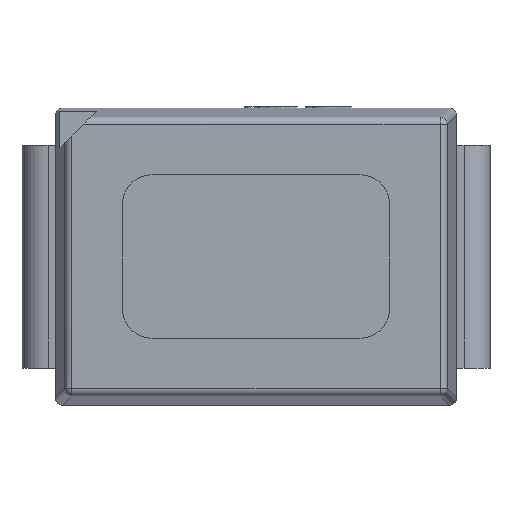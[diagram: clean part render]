
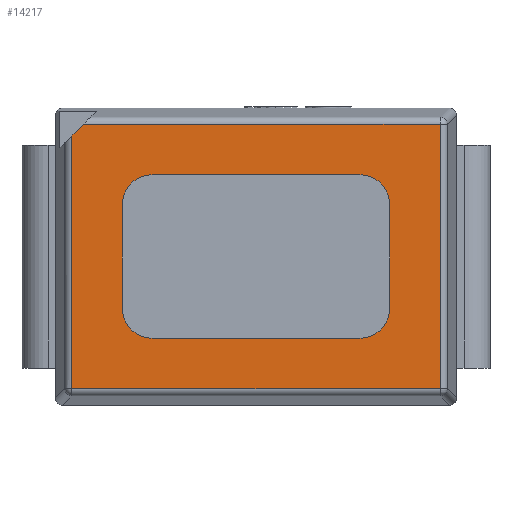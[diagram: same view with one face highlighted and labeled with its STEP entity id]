
A CAD part, top view. The second image highlights one B-rep face of the part: STEP entity #14217.
In plain terms, the highlighted planar face has unit normal (0, 0, 1).
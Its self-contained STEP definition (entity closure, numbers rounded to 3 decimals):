
#100 = DIRECTION ( 'NONE',  ( 0., 0., 1. ) ) ;
#135 = VERTEX_POINT ( 'NONE', #7160 ) ;
#200 = FACE_BOUND ( 'NONE', #1261, .T. ) ;
#660 = CIRCLE ( 'NONE', #9102, 0.2 ) ;
#892 = AXIS2_PLACEMENT_3D ( 'NONE', #7238, #11830, #1481 ) ;
#950 = LINE ( 'NONE', #5549, #8796 ) ;
#1014 = LINE ( 'NONE', #5609, #11410 ) ;
#1065 = EDGE_CURVE ( 'NONE', #13252, #5524, #9624, .T. ) ;
#1110 = CARTESIAN_POINT ( 'NONE',  ( 1.239, 0.933, 0. ) ) ;
#1261 = EDGE_LOOP ( 'NONE', ( #11767, #3419, #6666, #3423, #2422, #3559, #4651, #7058 ) ) ;
#1357 = VECTOR ( 'NONE', #2847, 1000. ) ;
#1375 = CARTESIAN_POINT ( 'NONE',  ( 1.283, -0.889, 0. ) ) ;
#1481 = DIRECTION ( 'NONE',  ( -1., 0., 0. ) ) ;
#1648 = EDGE_CURVE ( 'NONE', #5289, #13069, #1014, .T. ) ;
#1750 = CARTESIAN_POINT ( 'NONE',  ( -0.7, 0.35, 0. ) ) ;
#1959 = CARTESIAN_POINT ( 'NONE',  ( 1.239, -0.889, 0. ) ) ;
#2067 = VECTOR ( 'NONE', #13700, 1000. ) ;
#2123 = CARTESIAN_POINT ( 'NONE',  ( 0.9, -0.35, 0. ) ) ;
#2224 = DIRECTION ( 'NONE',  ( 0., 0., 1. ) ) ;
#2290 = VERTEX_POINT ( 'NONE', #3573 ) ;
#2422 = ORIENTED_EDGE ( 'NONE', *, *, #1648, .F. ) ;
#2423 = CARTESIAN_POINT ( 'NONE',  ( -0.9, -0.35, 0. ) ) ;
#2431 = ORIENTED_EDGE ( 'NONE', *, *, #12149, .T. ) ;
#2573 = VECTOR ( 'NONE', #5706, 1000. ) ;
#2663 = VERTEX_POINT ( 'NONE', #3204 ) ;
#2801 = CARTESIAN_POINT ( 'NONE',  ( -0.7, -0.55, 0. ) ) ;
#2847 = DIRECTION ( 'NONE',  ( 0., -1., 0. ) ) ;
#3050 = VECTOR ( 'NONE', #3744, 1000. ) ;
#3204 = CARTESIAN_POINT ( 'NONE',  ( -0.7, 0.55, 0. ) ) ;
#3329 = EDGE_CURVE ( 'NONE', #11449, #7785, #11718, .T. ) ;
#3419 = ORIENTED_EDGE ( 'NONE', *, *, #12136, .F. ) ;
#3423 = ORIENTED_EDGE ( 'NONE', *, *, #12185, .F. ) ;
#3559 = ORIENTED_EDGE ( 'NONE', *, *, #5712, .F. ) ;
#3573 = CARTESIAN_POINT ( 'NONE',  ( -1.239, 0.811, 0. ) ) ;
#3744 = DIRECTION ( 'NONE',  ( -1., 0., 0. ) ) ;
#3771 = VECTOR ( 'NONE', #10835, 1000. ) ;
#3781 = DIRECTION ( 'NONE',  ( -1., 0., 0. ) ) ;
#3824 = EDGE_CURVE ( 'NONE', #2290, #6675, #950, .T. ) ;
#4230 = AXIS2_PLACEMENT_3D ( 'NONE', #1750, #6356, #10967 ) ;
#4252 = CARTESIAN_POINT ( 'NONE',  ( 0.7, 0.55, 0. ) ) ;
#4286 = DIRECTION ( 'NONE',  ( 1., 0., 0. ) ) ;
#4439 = LINE ( 'NONE', #9049, #2067 ) ;
#4651 = ORIENTED_EDGE ( 'NONE', *, *, #12271, .F. ) ;
#4718 = DIRECTION ( 'NONE',  ( 1., 0., 0. ) ) ;
#4809 = FACE_OUTER_BOUND ( 'NONE', #12120, .T. ) ;
#4942 = ORIENTED_EDGE ( 'NONE', *, *, #3824, .F. ) ;
#5116 = LINE ( 'NONE', #13226, #1357 ) ;
#5198 = AXIS2_PLACEMENT_3D ( 'NONE', #10019, #14685, #4286 ) ;
#5289 = VERTEX_POINT ( 'NONE', #8899 ) ;
#5524 = VERTEX_POINT ( 'NONE', #8175 ) ;
#5549 = CARTESIAN_POINT ( 'NONE',  ( -1.35, 0.7, 0. ) ) ;
#5609 = CARTESIAN_POINT ( 'NONE',  ( -0.9, -0.35, 0. ) ) ;
#5706 = DIRECTION ( 'NONE',  ( 0., 1., 0. ) ) ;
#5712 = EDGE_CURVE ( 'NONE', #2663, #5289, #10746, .T. ) ;
#5720 = CIRCLE ( 'NONE', #14197, 0.2 ) ;
#5821 = VERTEX_POINT ( 'NONE', #2123 ) ;
#5986 = DIRECTION ( 'NONE',  ( 1., 0., 0. ) ) ;
#6040 = EDGE_CURVE ( 'NONE', #5821, #135, #4439, .T. ) ;
#6229 = CARTESIAN_POINT ( 'NONE',  ( -0.7, -0.55, 0. ) ) ;
#6356 = DIRECTION ( 'NONE',  ( 0., 0., 1. ) ) ;
#6428 = EDGE_CURVE ( 'NONE', #7121, #6675, #9506, .T. ) ;
#6583 = VECTOR ( 'NONE', #5986, 1000. ) ;
#6666 = ORIENTED_EDGE ( 'NONE', *, *, #1065, .F. ) ;
#6675 = VERTEX_POINT ( 'NONE', #13983 ) ;
#6831 = ORIENTED_EDGE ( 'NONE', *, *, #6428, .T. ) ;
#6832 = DIRECTION ( 'NONE',  ( -1., 0., 0. ) ) ;
#6887 = CARTESIAN_POINT ( 'NONE',  ( 1.239, 0.889, 0. ) ) ;
#7018 = CARTESIAN_POINT ( 'NONE',  ( -1.239, -0.889, 0. ) ) ;
#7040 = VERTEX_POINT ( 'NONE', #4252 ) ;
#7058 = ORIENTED_EDGE ( 'NONE', *, *, #13666, .F. ) ;
#7121 = VERTEX_POINT ( 'NONE', #6887 ) ;
#7160 = CARTESIAN_POINT ( 'NONE',  ( 0.9, 0.35, 0. ) ) ;
#7238 = CARTESIAN_POINT ( 'NONE',  ( 0., 0., 0. ) ) ;
#7785 = VERTEX_POINT ( 'NONE', #1959 ) ;
#8175 = CARTESIAN_POINT ( 'NONE',  ( 0.7, -0.55, 0. ) ) ;
#8796 = VECTOR ( 'NONE', #10155, 1000. ) ;
#8899 = CARTESIAN_POINT ( 'NONE',  ( -0.9, 0.35, 0. ) ) ;
#9049 = CARTESIAN_POINT ( 'NONE',  ( 0.9, -0.35, 0. ) ) ;
#9102 = AXIS2_PLACEMENT_3D ( 'NONE', #9118, #2224, #6832 ) ;
#9118 = CARTESIAN_POINT ( 'NONE',  ( 0.7, -0.35, 0. ) ) ;
#9410 = PLANE ( 'NONE',  #892 ) ;
#9470 = LINE ( 'NONE', #14115, #3050 ) ;
#9506 = LINE ( 'NONE', #14148, #13615 ) ;
#9624 = LINE ( 'NONE', #6229, #3771 ) ;
#10019 = CARTESIAN_POINT ( 'NONE',  ( 0.7, 0.35, 0. ) ) ;
#10155 = DIRECTION ( 'NONE',  ( 0.707, 0.707, 0. ) ) ;
#10195 = ORIENTED_EDGE ( 'NONE', *, *, #3329, .T. ) ;
#10219 = DIRECTION ( 'NONE',  ( 0., -1., 0. ) ) ;
#10448 = CARTESIAN_POINT ( 'NONE',  ( -0.7, -0.35, 0. ) ) ;
#10571 = ORIENTED_EDGE ( 'NONE', *, *, #13972, .T. ) ;
#10746 = CIRCLE ( 'NONE', #4230, 0.2 ) ;
#10835 = DIRECTION ( 'NONE',  ( 1., 0., 0. ) ) ;
#10967 = DIRECTION ( 'NONE',  ( 1., 0., 0. ) ) ;
#11410 = VECTOR ( 'NONE', #10219, 1000. ) ;
#11449 = VERTEX_POINT ( 'NONE', #7018 ) ;
#11451 = LINE ( 'NONE', #1110, #2573 ) ;
#11717 = CIRCLE ( 'NONE', #5198, 0.2 ) ;
#11718 = LINE ( 'NONE', #1375, #6583 ) ;
#11767 = ORIENTED_EDGE ( 'NONE', *, *, #6040, .F. ) ;
#11830 = DIRECTION ( 'NONE',  ( 0., 0., -1. ) ) ;
#12120 = EDGE_LOOP ( 'NONE', ( #2431, #6831, #4942, #10571, #10195 ) ) ;
#12136 = EDGE_CURVE ( 'NONE', #5524, #5821, #660, .T. ) ;
#12149 = EDGE_CURVE ( 'NONE', #7785, #7121, #11451, .T. ) ;
#12185 = EDGE_CURVE ( 'NONE', #13069, #13252, #5720, .T. ) ;
#12271 = EDGE_CURVE ( 'NONE', #7040, #2663, #9470, .T. ) ;
#13069 = VERTEX_POINT ( 'NONE', #2423 ) ;
#13226 = CARTESIAN_POINT ( 'NONE',  ( -1.239, -0.933, 0. ) ) ;
#13252 = VERTEX_POINT ( 'NONE', #2801 ) ;
#13615 = VECTOR ( 'NONE', #3781, 1000. ) ;
#13666 = EDGE_CURVE ( 'NONE', #135, #7040, #11717, .T. ) ;
#13700 = DIRECTION ( 'NONE',  ( 0., 1., 0. ) ) ;
#13972 = EDGE_CURVE ( 'NONE', #2290, #11449, #5116, .T. ) ;
#13983 = CARTESIAN_POINT ( 'NONE',  ( -1.161, 0.889, 0. ) ) ;
#14115 = CARTESIAN_POINT ( 'NONE',  ( -0.7, 0.55, 0. ) ) ;
#14148 = CARTESIAN_POINT ( 'NONE',  ( -1.117, 0.889, 0. ) ) ;
#14197 = AXIS2_PLACEMENT_3D ( 'NONE', #10448, #100, #4718 ) ;
#14217 = ADVANCED_FACE ( 'NONE', ( #200, #4809 ), #9410, .F. ) ;
#14685 = DIRECTION ( 'NONE',  ( 0., 0., 1. ) ) ;
